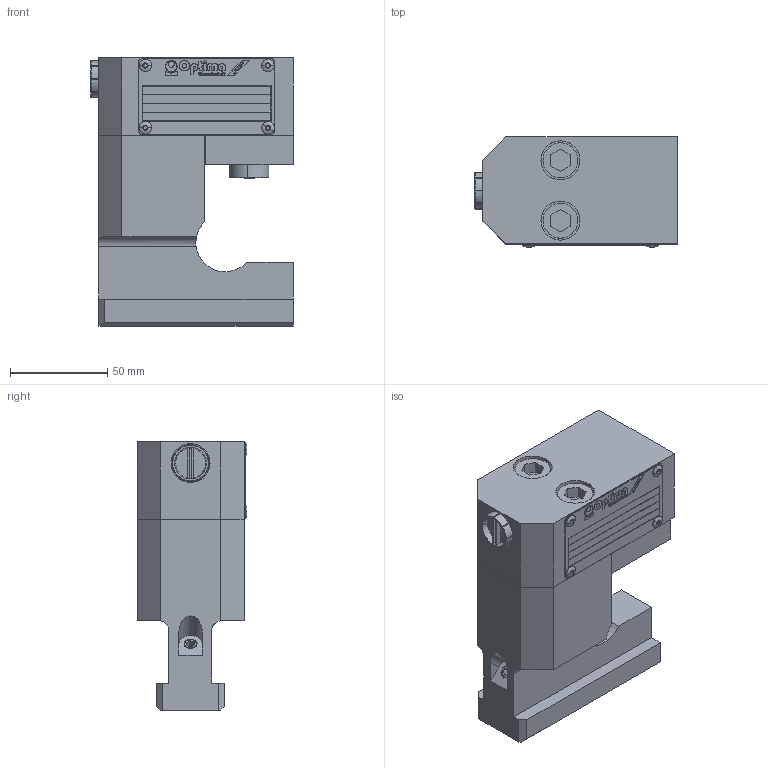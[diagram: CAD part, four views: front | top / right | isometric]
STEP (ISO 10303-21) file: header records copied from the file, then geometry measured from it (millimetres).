
FILE_DESCRIPTION(('STEP AP214'),'1');
FILE_NAME('38411204_HEE40_22_62.stp','2017-12-20T09:27:12',(' '),(' '),'Spatial InterOp 3D',' ',' ');
FILE_SCHEMA(('automotive_design'));
Length unit declared in the file: millimetre
Products named in the file (17): 1; 2; 3; 4; 5; 6; 7; 8; 9; 10; 11; 12; 13; 14; 15; 16; 17
Bounding box: 104 x 56.5 x 138 mm (x, y, z)
Volume: 482242.1 mm3; surface area: 100125.3 mm2
Topology: 17 solids, 17 shells, 845 faces, 2074 edges, 1340 vertices
Faces by surface type: plane 406, cylinder 216, extrusion 133, cone 46, torus 26, sphere 18
Entity records: 33195 total; most frequent: CARTESIAN_POINT 6309, ORIENTED_EDGE 4068, DIRECTION 3883, EDGE_CURVE 2034, VERTEX_POINT 1340, AXIS2_PLACEMENT_3D 1299, VECTOR 1285, LINE 1152
